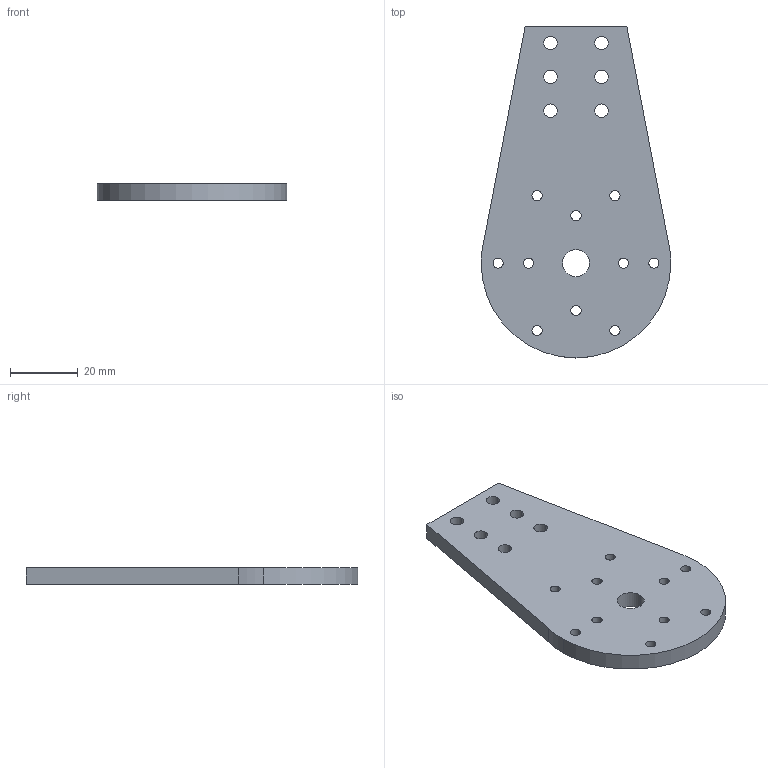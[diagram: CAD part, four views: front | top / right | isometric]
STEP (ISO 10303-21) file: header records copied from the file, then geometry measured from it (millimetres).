
FILE_DESCRIPTION (( 'STEP AP203' ), '1' );
FILE_NAME ('upper leg casin_Default_sldprt.STEP', '2018-11-16T17:08:13', ( '' ), ( '' ), 'SwSTEP 2.0', 'SolidWorks 2017', '' );
FILE_SCHEMA (( 'CONFIG_CONTROL_DESIGN' ));
Length unit declared in the file: millimetre
Products named in the file (1): upper leg casin_Default_sldprt
Bounding box: 56 x 98 x 5 mm (x, y, z)
Volume: 20376 mm3; surface area: 10426.4 mm2
Topology: 1 solids, 1 shells, 42 faces, 120 edges, 80 vertices
Faces by surface type: cylinder 37, plane 5
Entity records: 1563 total; most frequent: DIRECTION 280, CARTESIAN_POINT 243, ORIENTED_EDGE 240, EDGE_CURVE 120, AXIS2_PLACEMENT_3D 117, VERTEX_POINT 80, EDGE_LOOP 76, CIRCLE 74
